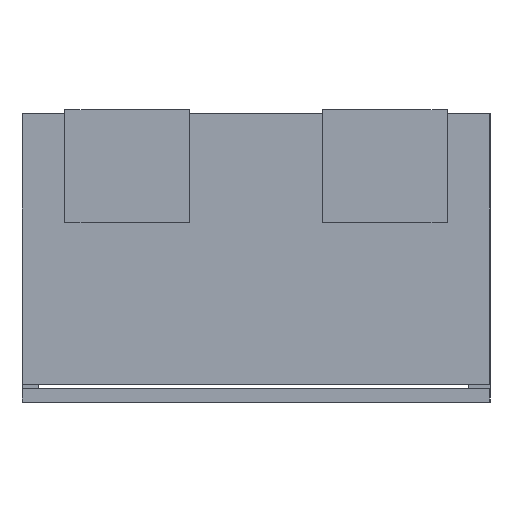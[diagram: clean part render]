
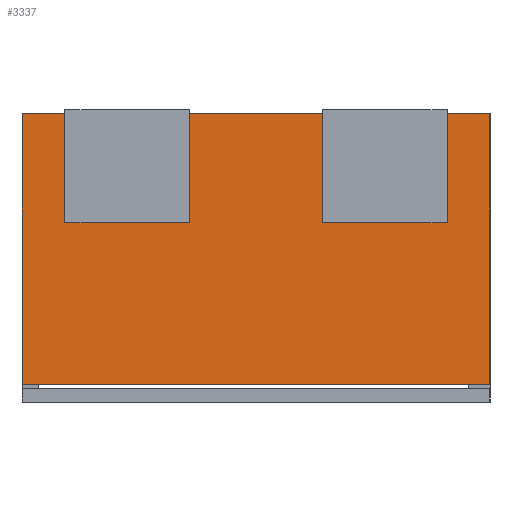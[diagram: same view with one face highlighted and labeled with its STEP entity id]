
A CAD part, left-side view. The second image highlights one B-rep face of the part: STEP entity #3337.
In plain terms, the highlighted planar face has unit normal (-1, 0, 0).
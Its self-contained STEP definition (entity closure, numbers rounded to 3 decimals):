
#206=LINE('',#6373,#394);
#209=LINE('',#6379,#397);
#234=LINE('',#6803,#422);
#238=LINE('',#6811,#426);
#243=LINE('',#6825,#431);
#246=LINE('',#6831,#434);
#247=LINE('',#6833,#435);
#248=LINE('',#6834,#436);
#249=LINE('',#6836,#437);
#250=LINE('',#6838,#438);
#251=LINE('',#6840,#439);
#252=LINE('',#6842,#440);
#394=VECTOR('',#3666,1000.);
#397=VECTOR('',#3671,1000.);
#422=VECTOR('',#3714,1000.);
#426=VECTOR('',#3720,1000.);
#431=VECTOR('',#3729,1000.);
#434=VECTOR('',#3734,1000.);
#435=VECTOR('',#3737,1000.);
#436=VECTOR('',#3738,1000.);
#437=VECTOR('',#3739,1000.);
#438=VECTOR('',#3740,1000.);
#439=VECTOR('',#3741,1000.);
#440=VECTOR('',#3742,1000.);
#804=ORIENTED_EDGE('',*,*,#1406,.F.);
#805=ORIENTED_EDGE('',*,*,#1443,.T.);
#806=ORIENTED_EDGE('',*,*,#1453,.F.);
#807=ORIENTED_EDGE('',*,*,#1449,.F.);
#808=ORIENTED_EDGE('',*,*,#1403,.F.);
#809=ORIENTED_EDGE('',*,*,#1452,.T.);
#810=ORIENTED_EDGE('',*,*,#1454,.F.);
#811=ORIENTED_EDGE('',*,*,#1455,.T.);
#812=ORIENTED_EDGE('',*,*,#1456,.T.);
#813=ORIENTED_EDGE('',*,*,#1457,.F.);
#814=ORIENTED_EDGE('',*,*,#1458,.F.);
#815=ORIENTED_EDGE('',*,*,#1439,.F.);
#1403=EDGE_CURVE('',#1755,#1756,#206,.T.);
#1406=EDGE_CURVE('',#1757,#1758,#209,.T.);
#1439=EDGE_CURVE('',#1758,#1782,#234,.T.);
#1443=EDGE_CURVE('',#1757,#1784,#238,.T.);
#1449=EDGE_CURVE('',#1756,#1788,#243,.T.);
#1452=EDGE_CURVE('',#1755,#1789,#246,.T.);
#1453=EDGE_CURVE('',#1788,#1784,#247,.T.);
#1454=EDGE_CURVE('',#1790,#1789,#248,.T.);
#1455=EDGE_CURVE('',#1790,#1791,#249,.T.);
#1456=EDGE_CURVE('',#1791,#1792,#250,.T.);
#1457=EDGE_CURVE('',#1793,#1792,#251,.T.);
#1458=EDGE_CURVE('',#1782,#1793,#252,.T.);
#1755=VERTEX_POINT('',#6372);
#1756=VERTEX_POINT('',#6374);
#1757=VERTEX_POINT('',#6378);
#1758=VERTEX_POINT('',#6380);
#1782=VERTEX_POINT('',#6804);
#1784=VERTEX_POINT('',#6810);
#1788=VERTEX_POINT('',#6826);
#1789=VERTEX_POINT('',#6830);
#1790=VERTEX_POINT('',#6835);
#1791=VERTEX_POINT('',#6837);
#1792=VERTEX_POINT('',#6839);
#1793=VERTEX_POINT('',#6841);
#2112=EDGE_LOOP('',(#804,#805,#806,#807,#808,#809,#810,#811,#812,#813,#814,
#815));
#2274=FACE_BOUND('',#2112,.T.);
#2416=PLANE('',#3456);
#3337=ADVANCED_FACE('',(#2274),#2416,.F.);
#3456=AXIS2_PLACEMENT_3D('',#6832,#3735,#3736);
#3666=DIRECTION('',(0.,-1.,0.));
#3671=DIRECTION('',(0.,-1.,0.));
#3714=DIRECTION('',(0.,0.,1.));
#3720=DIRECTION('',(0.,0.,1.));
#3729=DIRECTION('',(0.,0.,1.));
#3734=DIRECTION('',(0.,0.,1.));
#3735=DIRECTION('',(1.,0.,0.));
#3736=DIRECTION('',(0.,0.,-1.));
#3737=DIRECTION('',(0.,-1.,0.));
#3738=DIRECTION('',(0.,-1.,0.));
#3739=DIRECTION('',(0.,0.,-1.));
#3740=DIRECTION('',(0.,-1.,0.));
#3741=DIRECTION('',(0.,0.,-1.));
#3742=DIRECTION('',(0.,-1.,0.));
#6372=CARTESIAN_POINT('',(-3.5,2.45,2.6));
#6373=CARTESIAN_POINT('',(-3.5,0.,2.6));
#6374=CARTESIAN_POINT('',(-3.5,0.85,2.6));
#6378=CARTESIAN_POINT('',(-3.5,-0.85,2.6));
#6379=CARTESIAN_POINT('',(-3.5,3.,2.6));
#6380=CARTESIAN_POINT('',(-3.5,-2.45,2.6));
#6803=CARTESIAN_POINT('',(-3.5,-2.45,4.));
#6804=CARTESIAN_POINT('',(-3.5,-2.45,4.));
#6810=CARTESIAN_POINT('',(-3.5,-0.85,4.));
#6811=CARTESIAN_POINT('',(-3.5,-0.85,4.));
#6825=CARTESIAN_POINT('',(-3.5,0.85,4.));
#6826=CARTESIAN_POINT('',(-3.5,0.85,4.));
#6830=CARTESIAN_POINT('',(-3.5,2.45,4.));
#6831=CARTESIAN_POINT('',(-3.5,2.45,4.));
#6832=CARTESIAN_POINT('',(-3.5,3.,4.));
#6833=CARTESIAN_POINT('',(-3.5,3.,4.));
#6834=CARTESIAN_POINT('',(-3.5,3.,4.));
#6835=CARTESIAN_POINT('',(-3.5,3.,4.));
#6836=CARTESIAN_POINT('',(-3.5,3.,4.));
#6837=CARTESIAN_POINT('',(-3.5,3.,0.526));
#6838=CARTESIAN_POINT('',(-3.5,5.806,0.526));
#6839=CARTESIAN_POINT('',(-3.5,-3.,0.526));
#6840=CARTESIAN_POINT('',(-3.5,-3.,4.));
#6841=CARTESIAN_POINT('',(-3.5,-3.,4.));
#6842=CARTESIAN_POINT('',(-3.5,3.,4.));
